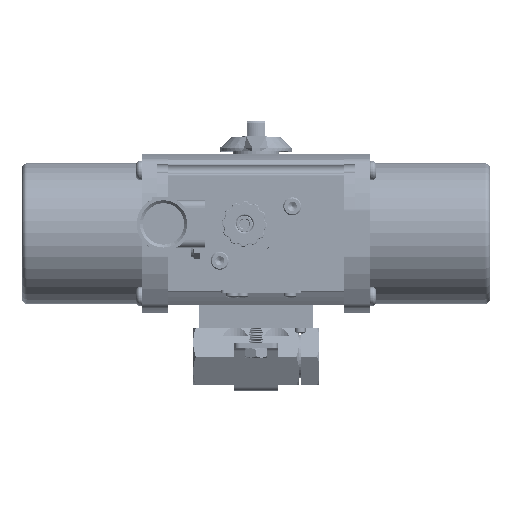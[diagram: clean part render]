
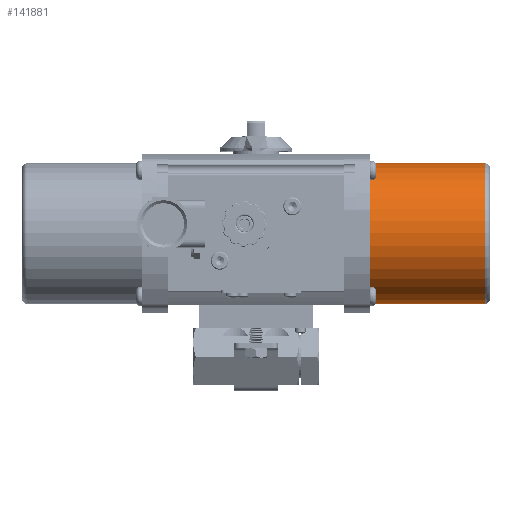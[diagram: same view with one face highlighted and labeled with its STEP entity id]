
A CAD part, top view. The second image highlights one B-rep face of the part: STEP entity #141881.
In plain terms, the highlighted cylindrical face has radius 30.963 mm (diameter 61.925 mm), a partial arc.
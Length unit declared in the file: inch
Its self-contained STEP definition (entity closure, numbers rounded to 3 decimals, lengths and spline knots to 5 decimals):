
#7394 = ORIENTED_EDGE ( 'NONE', *, *, #91881, .T. ) ;
#9438 = EDGE_LOOP ( 'NONE', ( #65505, #79481, #116703, #7394 ) ) ;
#30818 = EDGE_CURVE ( 'NONE', #82330, #160436, #51860, .T. ) ;
#34719 = CARTESIAN_POINT ( 'NONE',  ( 1.7145, 0.917, 0. ) ) ;
#36836 = CARTESIAN_POINT ( 'NONE',  ( 3.9725, 3.355, 0. ) ) ;
#40863 = CYLINDRICAL_SURFACE ( 'NONE', #87753, 1.219 ) ;
#41506 = CARTESIAN_POINT ( 'NONE',  ( 1.8575, 2.136, 0. ) ) ;
#41921 = AXIS2_PLACEMENT_3D ( 'NONE', #41506, #145541, #56508 ) ;
#51860 = CIRCLE ( 'NONE', #54247, 1.219 ) ;
#54247 = AXIS2_PLACEMENT_3D ( 'NONE', #75463, #179541, #90449 ) ;
#56508 = DIRECTION ( 'NONE',  ( 0., -1., 0. ) ) ;
#58384 = DIRECTION ( 'NONE',  ( 0., 1., 0. ) ) ;
#59561 = FACE_OUTER_BOUND ( 'NONE', #9438, .T. ) ;
#65396 = EDGE_CURVE ( 'NONE', #160436, #79869, #109271, .T. ) ;
#65505 = ORIENTED_EDGE ( 'NONE', *, *, #127268, .F. ) ;
#70378 = CARTESIAN_POINT ( 'NONE',  ( 3.9725, 0.917, 0. ) ) ;
#74733 = VECTOR ( 'NONE', #168688, 39.37008 ) ;
#75463 = CARTESIAN_POINT ( 'NONE',  ( 3.9725, 2.136, 0. ) ) ;
#79481 = ORIENTED_EDGE ( 'NONE', *, *, #30818, .T. ) ;
#79753 = CARTESIAN_POINT ( 'NONE',  ( 1.7145, 3.355, 0. ) ) ;
#79869 = VERTEX_POINT ( 'NONE', #176194 ) ;
#82330 = VERTEX_POINT ( 'NONE', #70378 ) ;
#87753 = AXIS2_PLACEMENT_3D ( 'NONE', #147436, #132433, #58384 ) ;
#90449 = DIRECTION ( 'NONE',  ( 0., -1., 0. ) ) ;
#91881 = EDGE_CURVE ( 'NONE', #79869, #178952, #181678, .T. ) ;
#107574 = CARTESIAN_POINT ( 'NONE',  ( 1.8575, 0.917, 0. ) ) ;
#109271 = LINE ( 'NONE', #79753, #183746 ) ;
#109626 = LINE ( 'NONE', #34719, #74733 ) ;
#116703 = ORIENTED_EDGE ( 'NONE', *, *, #65396, .T. ) ;
#127268 = EDGE_CURVE ( 'NONE', #82330, #178952, #109626, .T. ) ;
#132433 = DIRECTION ( 'NONE',  ( -1., 0., 0. ) ) ;
#141881 = ADVANCED_FACE ( 'NONE', ( #59561 ), #40863, .T. ) ;
#145541 = DIRECTION ( 'NONE',  ( 1., 0., 0. ) ) ;
#147436 = CARTESIAN_POINT ( 'NONE',  ( 1.7145, 2.136, 0. ) ) ;
#160436 = VERTEX_POINT ( 'NONE', #36836 ) ;
#168688 = DIRECTION ( 'NONE',  ( -1., 0., 0. ) ) ;
#176194 = CARTESIAN_POINT ( 'NONE',  ( 1.8575, 3.355, 0. ) ) ;
#178952 = VERTEX_POINT ( 'NONE', #107574 ) ;
#179541 = DIRECTION ( 'NONE',  ( -1., 0., 0. ) ) ;
#181678 = CIRCLE ( 'NONE', #41921, 1.219 ) ;
#183746 = VECTOR ( 'NONE', #183785, 39.37008 ) ;
#183785 = DIRECTION ( 'NONE',  ( -1., 0., 0. ) ) ;
